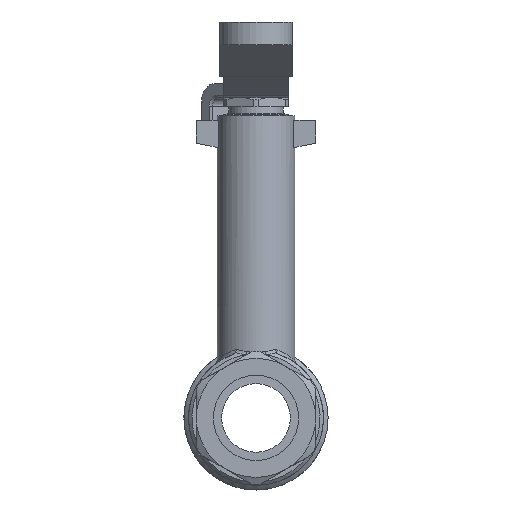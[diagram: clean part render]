
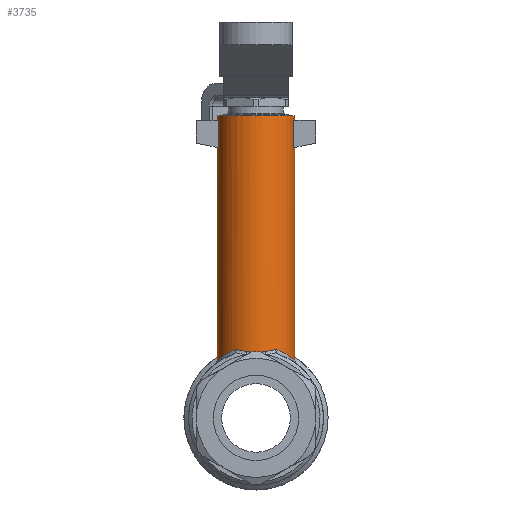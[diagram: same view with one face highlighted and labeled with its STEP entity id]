
A CAD part, front view. The second image highlights one B-rep face of the part: STEP entity #3735.
In plain terms, the highlighted cylindrical face has radius 8.5 mm (diameter 17 mm), a full revolution.
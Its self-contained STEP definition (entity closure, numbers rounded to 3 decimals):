
#27=ELLIPSE('',#5381,8.668,8.5);
#28=ELLIPSE('',#5383,8.668,8.5);
#85=B_SPLINE_CURVE_WITH_KNOTS('',3,(#7482,#7483,#7484,#7485),
 .UNSPECIFIED.,.F.,.F.,(4,4),(0.,0.002),.UNSPECIFIED.);
#86=B_SPLINE_CURVE_WITH_KNOTS('',3,(#7488,#7489,#7490,#7491,#7492,#7493,
#7494,#7495,#7496),.UNSPECIFIED.,.F.,.F.,(4,1,1,1,1,1,4),(0.,
0.003,0.005,0.007,0.008,
0.01,0.014),.UNSPECIFIED.);
#87=B_SPLINE_CURVE_WITH_KNOTS('',3,(#7498,#7499,#7500,#7501),
 .UNSPECIFIED.,.F.,.F.,(4,4),(0.,0.002),.UNSPECIFIED.);
#88=B_SPLINE_CURVE_WITH_KNOTS('',3,(#7503,#7504,#7505,#7506),
 .UNSPECIFIED.,.F.,.F.,(4,4),(0.,0.002),.UNSPECIFIED.);
#89=B_SPLINE_CURVE_WITH_KNOTS('',3,(#7507,#7508,#7509,#7510),
 .UNSPECIFIED.,.F.,.F.,(4,4),(0.,0.002),.UNSPECIFIED.);
#90=B_SPLINE_CURVE_WITH_KNOTS('',3,(#7512,#7513,#7514,#7515),
 .UNSPECIFIED.,.F.,.F.,(4,4),(0.,0.002),.UNSPECIFIED.);
#91=B_SPLINE_CURVE_WITH_KNOTS('',3,(#7517,#7518,#7519,#7520,#7521,#7522,
#7523,#7524),.UNSPECIFIED.,.F.,.F.,(4,1,1,1,1,4),(0.,0.003,
0.007,0.009,0.01,0.014),
 .UNSPECIFIED.);
#92=B_SPLINE_CURVE_WITH_KNOTS('',3,(#7526,#7527,#7528,#7529),
 .UNSPECIFIED.,.F.,.F.,(4,4),(0.,0.002),.UNSPECIFIED.);
#93=B_SPLINE_CURVE_WITH_KNOTS('',3,(#7531,#7532,#7533,#7534,#7535,#7536,
#7537,#7538,#7539),.UNSPECIFIED.,.F.,.F.,(4,1,1,1,1,1,4),(0.,0.004,
0.006,0.008,0.01,0.012,
0.017),.UNSPECIFIED.);
#235=CYLINDRICAL_SURFACE('',#5380,8.5);
#361=CIRCLE('',#5382,8.5);
#362=CIRCLE('',#5384,8.5);
#363=CIRCLE('',#5385,8.5);
#999=ORIENTED_EDGE('',*,*,#1796,.T.);
#1000=ORIENTED_EDGE('',*,*,#1797,.T.);
#1001=ORIENTED_EDGE('',*,*,#1798,.T.);
#1002=ORIENTED_EDGE('',*,*,#1799,.T.);
#1003=ORIENTED_EDGE('',*,*,#1800,.T.);
#1004=ORIENTED_EDGE('',*,*,#1801,.T.);
#1005=ORIENTED_EDGE('',*,*,#1802,.T.);
#1006=ORIENTED_EDGE('',*,*,#1803,.T.);
#1007=ORIENTED_EDGE('',*,*,#1804,.T.);
#1008=ORIENTED_EDGE('',*,*,#1805,.T.);
#1009=ORIENTED_EDGE('',*,*,#1806,.T.);
#1010=ORIENTED_EDGE('',*,*,#1807,.T.);
#1011=ORIENTED_EDGE('',*,*,#1808,.T.);
#1012=ORIENTED_EDGE('',*,*,#1809,.T.);
#1013=ORIENTED_EDGE('',*,*,#1810,.T.);
#1014=ORIENTED_EDGE('',*,*,#1811,.T.);
#1015=ORIENTED_EDGE('',*,*,#1812,.T.);
#1016=ORIENTED_EDGE('',*,*,#1813,.T.);
#1796=EDGE_CURVE('',#2221,#2222,#2521,.T.);
#1797=EDGE_CURVE('',#2222,#2223,#27,.T.);
#1798=EDGE_CURVE('',#2223,#2224,#2522,.F.);
#1799=EDGE_CURVE('',#2224,#2221,#361,.F.);
#1800=EDGE_CURVE('',#2225,#2226,#2523,.T.);
#1801=EDGE_CURVE('',#2226,#2227,#28,.T.);
#1802=EDGE_CURVE('',#2227,#2228,#2524,.F.);
#1803=EDGE_CURVE('',#2228,#2225,#362,.F.);
#1804=EDGE_CURVE('',#2229,#2229,#363,.T.);
#1805=EDGE_CURVE('',#2230,#2231,#85,.T.);
#1806=EDGE_CURVE('',#2231,#2232,#86,.T.);
#1807=EDGE_CURVE('',#2232,#2233,#87,.T.);
#1808=EDGE_CURVE('',#2233,#2145,#88,.T.);
#1809=EDGE_CURVE('',#2145,#2234,#89,.F.);
#1810=EDGE_CURVE('',#2234,#2235,#90,.T.);
#1811=EDGE_CURVE('',#2235,#2236,#91,.T.);
#1812=EDGE_CURVE('',#2236,#2237,#92,.T.);
#1813=EDGE_CURVE('',#2237,#2230,#93,.T.);
#2145=VERTEX_POINT('',#7102);
#2221=VERTEX_POINT('',#7465);
#2222=VERTEX_POINT('',#7466);
#2223=VERTEX_POINT('',#7468);
#2224=VERTEX_POINT('',#7470);
#2225=VERTEX_POINT('',#7473);
#2226=VERTEX_POINT('',#7474);
#2227=VERTEX_POINT('',#7476);
#2228=VERTEX_POINT('',#7478);
#2229=VERTEX_POINT('',#7481);
#2230=VERTEX_POINT('',#7486);
#2231=VERTEX_POINT('',#7487);
#2232=VERTEX_POINT('',#7497);
#2233=VERTEX_POINT('',#7502);
#2234=VERTEX_POINT('',#7511);
#2235=VERTEX_POINT('',#7516);
#2236=VERTEX_POINT('',#7525);
#2237=VERTEX_POINT('',#7530);
#2521=LINE('',#7464,#2805);
#2522=LINE('',#7469,#2806);
#2523=LINE('',#7472,#2807);
#2524=LINE('',#7477,#2808);
#2805=VECTOR('',#6164,1000.);
#2806=VECTOR('',#6167,1000.);
#2807=VECTOR('',#6170,1000.);
#2808=VECTOR('',#6173,1000.);
#3062=EDGE_LOOP('',(#999,#1000,#1001,#1002));
#3063=EDGE_LOOP('',(#1003,#1004,#1005,#1006));
#3064=EDGE_LOOP('',(#1007));
#3065=EDGE_LOOP('',(#1008,#1009,#1010,#1011,#1012,#1013,#1014,#1015,#1016));
#3348=FACE_BOUND('',#3062,.T.);
#3349=FACE_BOUND('',#3063,.T.);
#3350=FACE_BOUND('',#3064,.T.);
#3351=FACE_BOUND('',#3065,.T.);
#3735=ADVANCED_FACE('',(#3348,#3349,#3350,#3351),#235,.T.);
#5380=AXIS2_PLACEMENT_3D('',#7463,#6162,#6163);
#5381=AXIS2_PLACEMENT_3D('',#7467,#6165,#6166);
#5382=AXIS2_PLACEMENT_3D('',#7471,#6168,#6169);
#5383=AXIS2_PLACEMENT_3D('',#7475,#6171,#6172);
#5384=AXIS2_PLACEMENT_3D('',#7479,#6174,#6175);
#5385=AXIS2_PLACEMENT_3D('',#7480,#6176,#6177);
#6162=DIRECTION('',(0.,0.,-1.));
#6163=DIRECTION('',(-1.,0.,0.));
#6164=DIRECTION('',(0.,0.,-1.));
#6165=DIRECTION('',(0.196,0.,-0.981));
#6166=DIRECTION('',(-0.981,0.,-0.196));
#6167=DIRECTION('',(0.,0.,-1.));
#6168=DIRECTION('',(0.,0.,-1.));
#6169=DIRECTION('',(-1.,0.,0.));
#6170=DIRECTION('',(0.,0.,-1.));
#6171=DIRECTION('',(-0.196,0.,-0.981));
#6172=DIRECTION('',(0.981,0.,-0.196));
#6173=DIRECTION('',(0.,0.,-1.));
#6174=DIRECTION('',(0.,0.,-1.));
#6175=DIRECTION('',(-1.,0.,0.));
#6176=DIRECTION('',(0.,0.,-1.));
#6177=DIRECTION('',(1.,0.,0.));
#7102=CARTESIAN_POINT('',(0.,-8.5,14.));
#7463=CARTESIAN_POINT('',(0.,0.,66.));
#7464=CARTESIAN_POINT('',(8.261,2.,66.));
#7465=CARTESIAN_POINT('',(8.261,2.,65.));
#7466=CARTESIAN_POINT('',(8.261,2.,59.052));
#7467=CARTESIAN_POINT('',(0.,0.,57.4));
#7468=CARTESIAN_POINT('',(8.261,-2.,59.052));
#7469=CARTESIAN_POINT('',(8.261,-2.,66.));
#7470=CARTESIAN_POINT('',(8.261,-2.,65.));
#7471=CARTESIAN_POINT('',(0.,0.,65.));
#7472=CARTESIAN_POINT('',(-8.261,-2.,66.));
#7473=CARTESIAN_POINT('',(-8.261,-2.,65.));
#7474=CARTESIAN_POINT('',(-8.261,-2.,59.052));
#7475=CARTESIAN_POINT('',(0.,0.,57.4));
#7476=CARTESIAN_POINT('',(-8.261,2.,59.052));
#7477=CARTESIAN_POINT('',(-8.261,2.,66.));
#7478=CARTESIAN_POINT('',(-8.261,2.,65.));
#7479=CARTESIAN_POINT('',(0.,0.,65.));
#7480=CARTESIAN_POINT('',(0.,0.,66.));
#7481=CARTESIAN_POINT('',(8.5,0.,66.));
#7482=CARTESIAN_POINT('',(-6.875,4.998,14.883));
#7483=CARTESIAN_POINT('',(-7.09,4.702,14.388));
#7484=CARTESIAN_POINT('',(-7.278,4.404,13.884));
#7485=CARTESIAN_POINT('',(-7.444,4.103,13.373));
#7486=CARTESIAN_POINT('',(-6.875,4.998,14.883));
#7487=CARTESIAN_POINT('',(-7.444,4.103,13.373));
#7488=CARTESIAN_POINT('',(-7.444,4.103,13.373));
#7489=CARTESIAN_POINT('',(-7.964,3.159,13.011));
#7490=CARTESIAN_POINT('',(-8.488,1.571,12.573));
#7491=CARTESIAN_POINT('',(-8.526,-0.715,12.54));
#7492=CARTESIAN_POINT('',(-8.222,-2.36,12.796));
#7493=CARTESIAN_POINT('',(-7.61,-3.9,13.268));
#7494=CARTESIAN_POINT('',(-6.476,-5.677,14.028));
#7495=CARTESIAN_POINT('',(-5.279,-6.75,14.644));
#7496=CARTESIAN_POINT('',(-4.346,-7.305,14.982));
#7497=CARTESIAN_POINT('',(-4.346,-7.305,14.982));
#7498=CARTESIAN_POINT('',(-4.346,-7.305,14.982));
#7499=CARTESIAN_POINT('',(-3.654,-7.717,14.749));
#7500=CARTESIAN_POINT('',(-2.903,-8.032,14.607));
#7501=CARTESIAN_POINT('',(-2.094,-8.238,14.52));
#7502=CARTESIAN_POINT('',(-2.094,-8.238,14.52));
#7503=CARTESIAN_POINT('',(-2.094,-8.238,14.52));
#7504=CARTESIAN_POINT('',(-1.386,-8.418,14.443));
#7505=CARTESIAN_POINT('',(-0.682,-8.5,14.247));
#7506=CARTESIAN_POINT('',(0.,-8.5,14.));
#7507=CARTESIAN_POINT('',(2.094,-8.238,14.52));
#7508=CARTESIAN_POINT('',(1.386,-8.418,14.443));
#7509=CARTESIAN_POINT('',(0.682,-8.5,14.247));
#7510=CARTESIAN_POINT('',(0.,-8.5,14.));
#7511=CARTESIAN_POINT('',(2.094,-8.238,14.52));
#7512=CARTESIAN_POINT('',(2.094,-8.238,14.52));
#7513=CARTESIAN_POINT('',(2.903,-8.032,14.607));
#7514=CARTESIAN_POINT('',(3.654,-7.717,14.749));
#7515=CARTESIAN_POINT('',(4.346,-7.305,14.982));
#7516=CARTESIAN_POINT('',(4.346,-7.305,14.982));
#7517=CARTESIAN_POINT('',(4.346,-7.305,14.982));
#7518=CARTESIAN_POINT('',(5.279,-6.75,14.644));
#7519=CARTESIAN_POINT('',(6.867,-5.337,13.829));
#7520=CARTESIAN_POINT('',(8.119,-2.909,12.883));
#7521=CARTESIAN_POINT('',(8.526,-0.719,12.54));
#7522=CARTESIAN_POINT('',(8.489,1.566,12.572));
#7523=CARTESIAN_POINT('',(7.965,3.159,13.011));
#7524=CARTESIAN_POINT('',(7.444,4.103,13.373));
#7525=CARTESIAN_POINT('',(7.444,4.103,13.373));
#7526=CARTESIAN_POINT('',(7.444,4.103,13.373));
#7527=CARTESIAN_POINT('',(7.278,4.404,13.884));
#7528=CARTESIAN_POINT('',(7.09,4.702,14.388));
#7529=CARTESIAN_POINT('',(6.875,4.998,14.883));
#7530=CARTESIAN_POINT('',(6.875,4.998,14.883));
#7531=CARTESIAN_POINT('',(6.875,4.998,14.883));
#7532=CARTESIAN_POINT('',(6.102,6.061,15.329));
#7533=CARTESIAN_POINT('',(4.599,7.364,16.049));
#7534=CARTESIAN_POINT('',(2.062,8.332,16.642));
#7535=CARTESIAN_POINT('',(-0.008,8.585,16.805));
#7536=CARTESIAN_POINT('',(-2.079,8.327,16.639));
#7537=CARTESIAN_POINT('',(-4.601,7.361,16.047));
#7538=CARTESIAN_POINT('',(-6.103,6.06,15.329));
#7539=CARTESIAN_POINT('',(-6.875,4.998,14.883));
